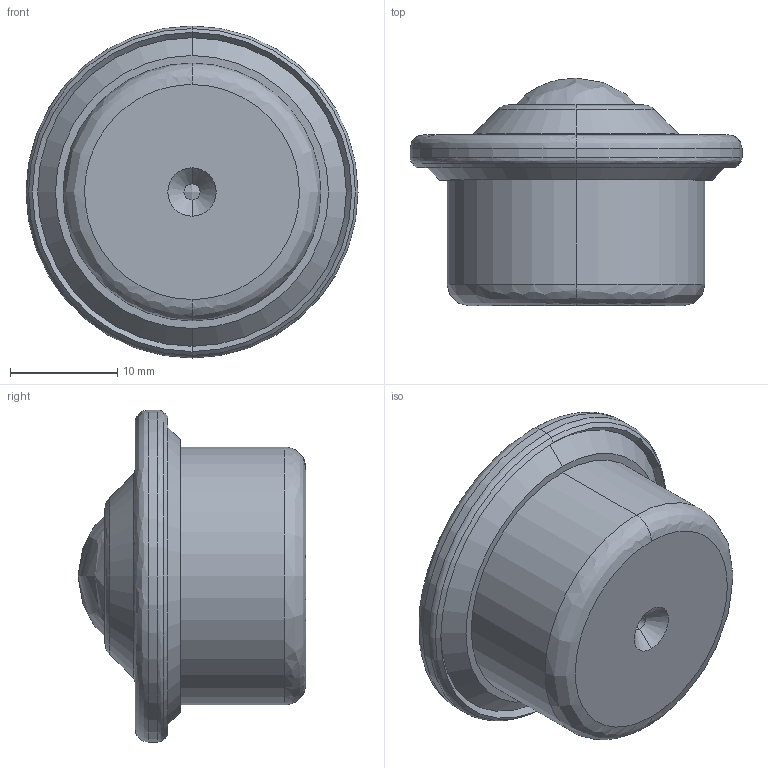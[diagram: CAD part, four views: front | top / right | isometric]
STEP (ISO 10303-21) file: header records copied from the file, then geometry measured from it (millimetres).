
FILE_DESCRIPTION (( 'STEP AP214' ), '1' );
FILE_NAME ('0017484_KR-M-15.step', '2017-11-06T12:08:16', ( '' ), ( '' ), 'SwSTEP 2.0', 'SolidWorks 2016', '' );
FILE_SCHEMA (( 'AUTOMOTIVE_DESIGN' ));
Length unit declared in the file: inch
Products named in the file (1): 0017484_KR-M-15
Bounding box: 30.9 x 21.2 x 30.9 mm (x, y, z)
Surface area: 4058.3 mm2 (no closed solid volume)
Topology: 0 solids, 4 shells, 35 faces, 78 edges, 46 vertices
Faces by surface type: bspline 12, cone 12, cylinder 6, plane 5
Entity records: 2109 total; most frequent: CARTESIAN_POINT 918, DIRECTION 154, ORIENTED_EDGE 136, EDGE_CURVE 74, AXIS2_PLACEMENT_3D 68, VERTEX_POINT 46, CIRCLE 44, EDGE_LOOP 40
